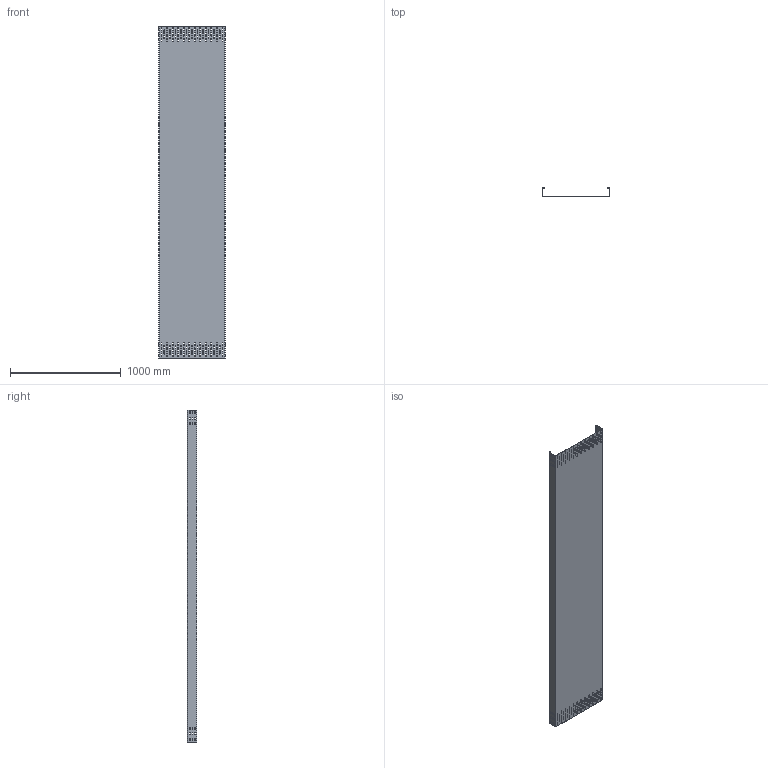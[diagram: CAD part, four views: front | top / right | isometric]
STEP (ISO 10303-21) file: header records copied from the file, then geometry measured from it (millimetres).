
FILE_DESCRIPTION((''),'2;1');
FILE_NAME('6057535','2012-07-18T',('AndreasKeweloh'),(''),'PRO/ENGINEER BY PARAMETRIC TECHNOLOGY CORPORATION, 2012130','PRO/ENGINEER BY PARAMETRIC TECHNOLOGY CORPORATION, 2012130','');
FILE_SCHEMA(('CONFIG_CONTROL_DESIGN'));
Length unit declared in the file: millimetre
Products named in the file (1): 6057535
Bounding box: 600 x 84.99 x 3000 mm (x, y, z)
Volume: 2355662.8 mm3; surface area: 4728994.4 mm2
Topology: 1 solids, 1 shells, 626 faces, 1872 edges, 1248 vertices
Faces by surface type: plane 314, cylinder 312
Entity records: 21886 total; most frequent: DIRECTION 3748, CARTESIAN_POINT 3746, ORIENTED_EDGE 3744, EDGE_CURVE 1872, AXIS2_PLACEMENT_3D 1250, VECTOR 1248, LINE 1248, VERTEX_POINT 1248
